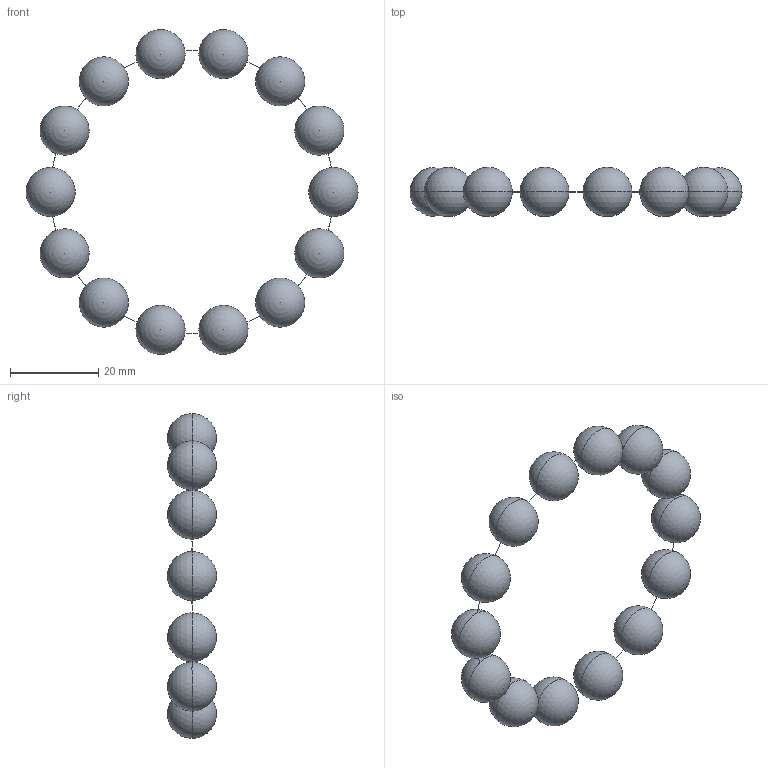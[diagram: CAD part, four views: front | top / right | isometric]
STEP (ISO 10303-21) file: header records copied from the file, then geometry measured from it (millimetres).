
FILE_DESCRIPTION (( 'STEP AP203' ), '1' );
FILE_NAME ('skf_bearing_51210_2_03_Default_sldprt.STEP', '2025-12-11T19:58:18', ( '' ), ( '' ), 'SwSTEP 2.0', 'SolidWorks 2025', '' );
FILE_SCHEMA (( 'CONFIG_CONTROL_DESIGN' ));
Length unit declared in the file: millimetre
Products named in the file (1): skf_bearing_51210_2_03_Default_sldprt
Bounding box: 75.11 x 11.11 x 73.49 mm (x, y, z)
Volume: 10057.8 mm3; surface area: 5433.9 mm2
Topology: 1 solids, 1 shells, 56 faces, 210 edges, 126 vertices
Faces by surface type: torus 28, sphere 28
Entity records: 1933 total; most frequent: CARTESIAN_POINT 561, DIRECTION 282, ORIENTED_EDGE 280, AXIS2_PLACEMENT_3D 141, EDGE_CURVE 140, CIRCLE 84, VERTEX_POINT 84, B_SPLINE_CURVE_WITH_KNOTS 56
